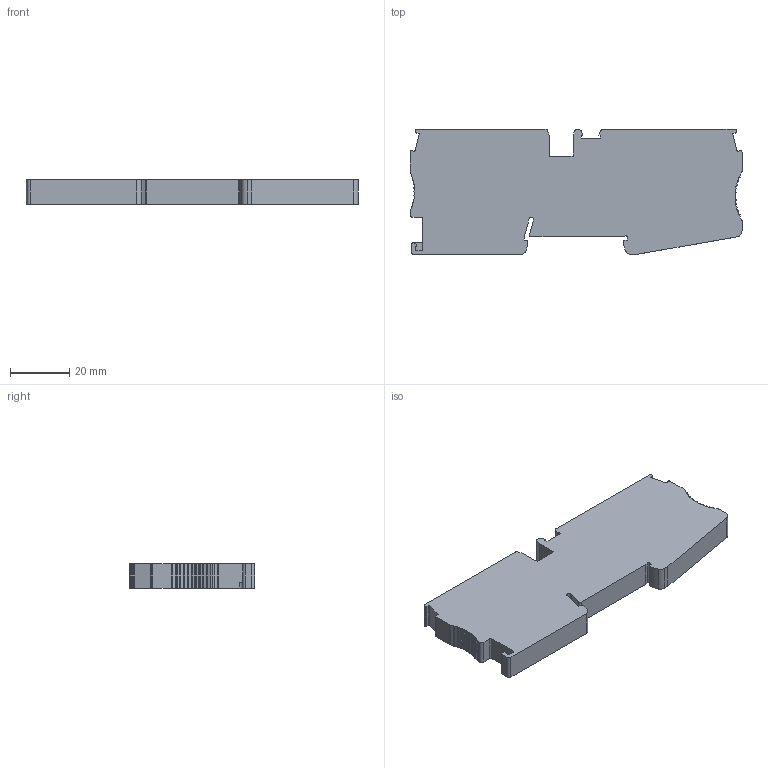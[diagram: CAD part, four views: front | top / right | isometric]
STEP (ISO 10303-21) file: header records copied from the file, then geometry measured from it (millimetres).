
FILE_DESCRIPTION((''),'2;1');
FILE_NAME('6-2X2','2023-11-13T',('dell'),(''),'PRO/ENGINEER BY PARAMETRIC TECHNOLOGY CORPORATION, 2013230','PRO/ENGINEER BY PARAMETRIC TECHNOLOGY CORPORATION, 2013230','');
FILE_SCHEMA(('AUTOMOTIVE_DESIGN { 1 0 10303 214 1 1 1 1 }'));
Length unit declared in the file: millimetre
Products named in the file (1): 6-2X2
Bounding box: 111.9 x 42.2 x 8.2 mm (x, y, z)
Volume: 32527.3 mm3; surface area: 12702.1 mm2
Topology: 1 solids, 1 shells, 244 faces, 684 edges, 456 vertices
Faces by surface type: plane 151, cylinder 93
Entity records: 7953 total; most frequent: CARTESIAN_POINT 1386, ORIENTED_EDGE 1368, DIRECTION 1359, EDGE_CURVE 684, VECTOR 497, LINE 497, VERTEX_POINT 456, AXIS2_PLACEMENT_3D 431
